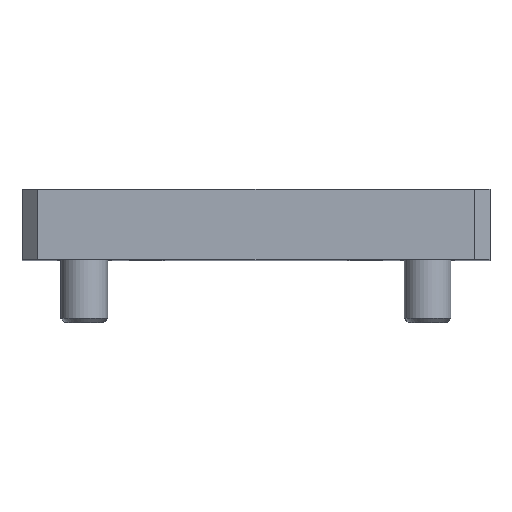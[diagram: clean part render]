
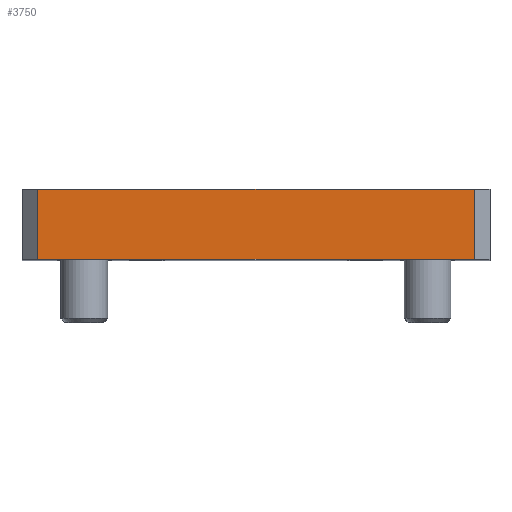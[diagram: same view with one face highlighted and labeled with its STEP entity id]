
A CAD part, top view. The second image highlights one B-rep face of the part: STEP entity #3750.
In plain terms, the highlighted planar face has unit normal (0, 0, 1).
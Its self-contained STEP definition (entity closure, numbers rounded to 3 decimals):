
#232=DIRECTION('',(0.,-1.,0.));
#233=VECTOR('',#232,9.);
#234=CARTESIAN_POINT('',(28.,4.5,42.25));
#235=LINE('',#234,#233);
#236=DIRECTION('',(-1.,0.,0.));
#237=VECTOR('',#236,56.);
#238=CARTESIAN_POINT('',(28.,-4.5,42.25));
#239=LINE('',#238,#237);
#240=DIRECTION('',(1.,0.,0.));
#241=VECTOR('',#240,56.);
#242=CARTESIAN_POINT('',(-28.,4.5,42.25));
#243=LINE('',#242,#241);
#244=DIRECTION('',(0.,-1.,0.));
#245=VECTOR('',#244,9.);
#246=CARTESIAN_POINT('',(-28.,4.5,42.25));
#247=LINE('',#246,#245);
#2978=CARTESIAN_POINT('',(28.,-4.5,42.25));
#2980=VERTEX_POINT('',#2978);
#2992=CARTESIAN_POINT('',(-28.,-4.5,42.25));
#2993=VERTEX_POINT('',#2992);
#3071=CARTESIAN_POINT('',(28.,4.5,42.25));
#3073=VERTEX_POINT('',#3071);
#3074=CARTESIAN_POINT('',(-28.,4.5,42.25));
#3075=VERTEX_POINT('',#3074);
#3737=CARTESIAN_POINT('',(0.,0.,42.25));
#3738=DIRECTION('',(0.,0.,1.));
#3739=DIRECTION('',(1.,0.,0.));
#3740=AXIS2_PLACEMENT_3D('',#3737,#3738,#3739);
#3741=PLANE('',#3740);
#3742=ORIENTED_EDGE('',*,*,#3721,.T.);
#3743=ORIENTED_EDGE('',*,*,#3601,.T.);
#3745=ORIENTED_EDGE('',*,*,#3744,.F.);
#3747=ORIENTED_EDGE('',*,*,#3746,.T.);
#3748=EDGE_LOOP('',(#3742,#3743,#3745,#3747));
#3749=FACE_OUTER_BOUND('',#3748,.F.);
#3750=ADVANCED_FACE('',(#3749),#3741,.T.);
#3601=EDGE_CURVE('',#2980,#2993,#239,.T.);
#3721=EDGE_CURVE('',#3073,#2980,#235,.T.);
#3744=EDGE_CURVE('',#3075,#2993,#247,.T.);
#3746=EDGE_CURVE('',#3075,#3073,#243,.T.);
